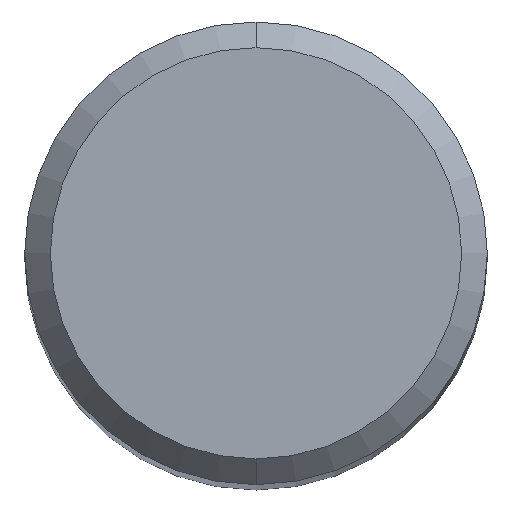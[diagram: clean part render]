
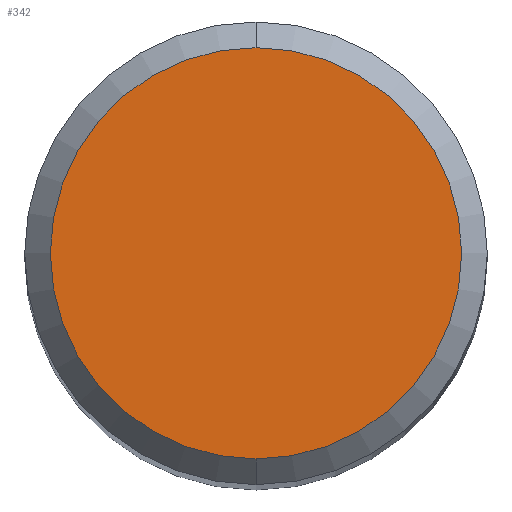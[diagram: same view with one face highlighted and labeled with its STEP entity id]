
A CAD part, top view. The second image highlights one B-rep face of the part: STEP entity #342.
In plain terms, the highlighted planar face has unit normal (0, 0, 1).
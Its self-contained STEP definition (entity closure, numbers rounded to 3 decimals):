
#204=VERTEX_POINT('',#508);
#206=VERTEX_POINT('',#510);
#272=EDGE_CURVE('',#204,#206,#584,.T.);
#342=ADVANCED_FACE('',(#664),#665,.T.);
#400=EDGE_CURVE('',#206,#204,#728,.T.);
#508=CARTESIAN_POINT('',(0.,-4.0,0.0));
#510=CARTESIAN_POINT('',(0.0,4.0,0.0));
#584=CIRCLE('',#1080,4.0);
#664=FACE_OUTER_BOUND('',#1209,.T.);
#665=PLANE('',#1210);
#728=CIRCLE('',#1309,4.0);
#1080=AXIS2_PLACEMENT_3D('',#1580,#1581,#1582);
#1209=EDGE_LOOP('',(#1688,#1689));
#1210=AXIS2_PLACEMENT_3D('',#1690,#1691,#1692);
#1309=AXIS2_PLACEMENT_3D('',#1758,#1759,#1760);
#1580=CARTESIAN_POINT('',(0.0,0.0,0.0));
#1581=DIRECTION('',(0.0,0.0,-1.0));
#1582=DIRECTION('',(0.0,1.0,0.0));
#1688=ORIENTED_EDGE('',*,*,#400,.F.);
#1689=ORIENTED_EDGE('',*,*,#272,.F.);
#1690=CARTESIAN_POINT('',(0.0,2.0,0.0));
#1691=DIRECTION('',(-0.0,0.0,1.0));
#1692=DIRECTION('',(0.0,-1.0,0.0));
#1758=CARTESIAN_POINT('',(0.0,0.0,0.0));
#1759=DIRECTION('',(0.0,0.0,-1.0));
#1760=DIRECTION('',(0.0,1.0,0.0));
